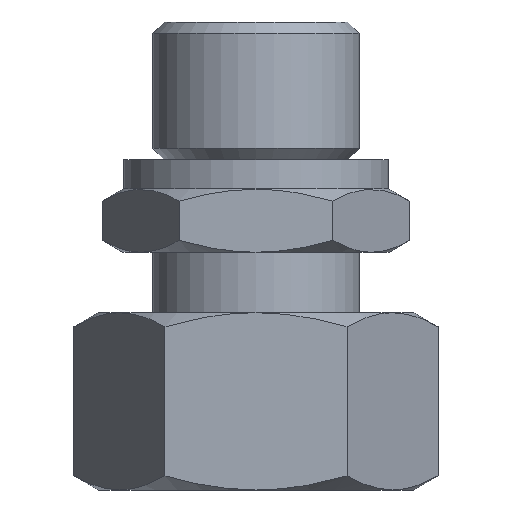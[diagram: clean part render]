
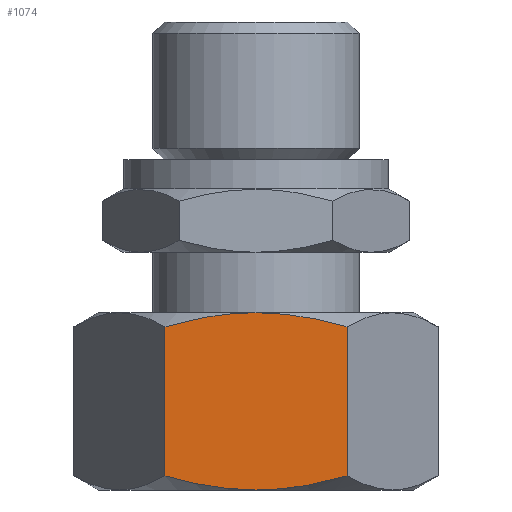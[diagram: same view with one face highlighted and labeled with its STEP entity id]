
A CAD part, left-side view. The second image highlights one B-rep face of the part: STEP entity #1074.
In plain terms, the highlighted planar face has unit normal (-1, 0, 0).
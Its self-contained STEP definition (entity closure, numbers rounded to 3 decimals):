
#26=LINE('',#1709,#38);
#27=LINE('',#1710,#39);
#38=VECTOR('',#1353,1000.);
#39=VECTOR('',#1354,1000.);
#67=PLANE('',#1169);
#259=ORIENTED_EDGE('',*,*,#381,.T.);
#260=ORIENTED_EDGE('',*,*,#326,.F.);
#261=ORIENTED_EDGE('',*,*,#321,.F.);
#262=ORIENTED_EDGE('',*,*,#382,.F.);
#263=ORIENTED_EDGE('',*,*,#299,.F.);
#264=ORIENTED_EDGE('',*,*,#296,.F.);
#296=EDGE_CURVE('',#388,#389,#450,.T.);
#299=EDGE_CURVE('',#389,#391,#451,.T.);
#321=EDGE_CURVE('',#405,#404,#466,.T.);
#326=EDGE_CURVE('',#404,#409,#469,.T.);
#381=EDGE_CURVE('',#388,#409,#26,.T.);
#382=EDGE_CURVE('',#391,#405,#27,.T.);
#388=VERTEX_POINT('',#1376);
#389=VERTEX_POINT('',#1381);
#391=VERTEX_POINT('',#1390);
#404=VERTEX_POINT('',#1469);
#405=VERTEX_POINT('',#1474);
#409=VERTEX_POINT('',#1498);
#450=B_SPLINE_CURVE_WITH_KNOTS('',3,(#1377,#1378,#1379,#1380),
 .UNSPECIFIED.,.F.,.F.,(4,4),(0.02,0.03),
 .UNSPECIFIED.);
#451=B_SPLINE_CURVE_WITH_KNOTS('',3,(#1386,#1387,#1388,#1389),
 .UNSPECIFIED.,.F.,.F.,(4,4),(0.03,0.039),
 .UNSPECIFIED.);
#466=B_SPLINE_CURVE_WITH_KNOTS('',3,(#1475,#1476,#1477,#1478),
 .UNSPECIFIED.,.F.,.F.,(4,4),(0.02,0.03),
 .UNSPECIFIED.);
#469=B_SPLINE_CURVE_WITH_KNOTS('',3,(#1494,#1495,#1496,#1497),
 .UNSPECIFIED.,.F.,.F.,(4,4),(0.03,0.039),
 .UNSPECIFIED.);
#559=EDGE_LOOP('',(#259,#260,#261,#262,#263,#264));
#633=FACE_BOUND('',#559,.T.);
#1074=ADVANCED_FACE('',(#633),#67,.T.);
#1169=AXIS2_PLACEMENT_3D('',#1708,#1351,#1352);
#1351=DIRECTION('',(-1.,0.,0.));
#1352=DIRECTION('',(0.,0.,1.));
#1353=DIRECTION('',(0.,0.,1.));
#1354=DIRECTION('',(0.,0.,1.));
#1376=CARTESIAN_POINT('',(-16.,-9.238,-32.071));
#1377=CARTESIAN_POINT('',(-16.,-9.238,-32.071));
#1378=CARTESIAN_POINT('',(-16.,-6.228,-32.94));
#1379=CARTESIAN_POINT('',(-16.,-3.164,-33.5));
#1380=CARTESIAN_POINT('',(-16.,0.,-33.5));
#1381=CARTESIAN_POINT('',(-16.,0.,-33.5));
#1386=CARTESIAN_POINT('',(-16.,0.,-33.5));
#1387=CARTESIAN_POINT('',(-16.,3.162,-33.5));
#1388=CARTESIAN_POINT('',(-16.,6.232,-32.939));
#1389=CARTESIAN_POINT('',(-16.,9.238,-32.071));
#1390=CARTESIAN_POINT('',(-16.,9.238,-32.071));
#1469=CARTESIAN_POINT('',(-16.,0.,-15.5));
#1474=CARTESIAN_POINT('',(-16.,9.238,-16.929));
#1475=CARTESIAN_POINT('',(-16.,9.238,-16.929));
#1476=CARTESIAN_POINT('',(-16.,6.228,-16.06));
#1477=CARTESIAN_POINT('',(-16.,3.164,-15.5));
#1478=CARTESIAN_POINT('',(-16.,0.,-15.5));
#1494=CARTESIAN_POINT('',(-16.,0.,-15.5));
#1495=CARTESIAN_POINT('',(-16.,-3.162,-15.5));
#1496=CARTESIAN_POINT('',(-16.,-6.232,-16.061));
#1497=CARTESIAN_POINT('',(-16.,-9.238,-16.929));
#1498=CARTESIAN_POINT('',(-16.,-9.238,-16.929));
#1708=CARTESIAN_POINT('',(-16.,9.238,-33.5));
#1709=CARTESIAN_POINT('',(-16.,-9.238,-33.5));
#1710=CARTESIAN_POINT('',(-16.,9.238,-33.5));
